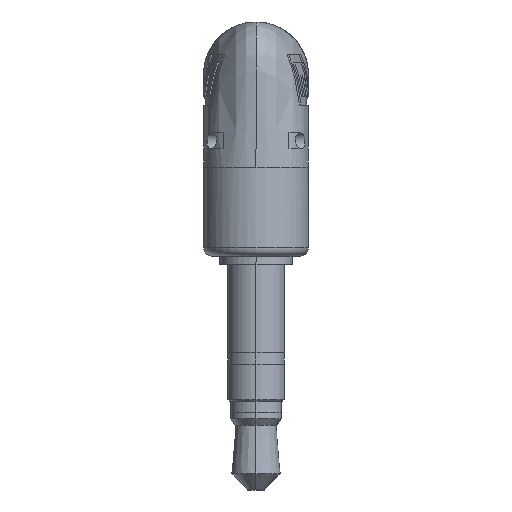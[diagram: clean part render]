
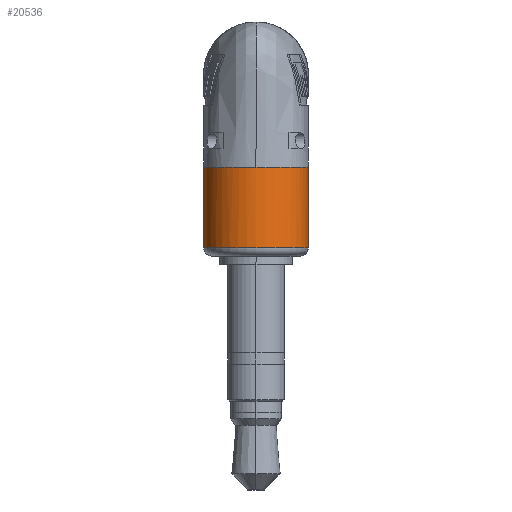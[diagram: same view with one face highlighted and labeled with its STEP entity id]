
A CAD part, left-side view. The second image highlights one B-rep face of the part: STEP entity #20536.
In plain terms, the highlighted cylindrical face has radius 3.25 mm (diameter 6.5 mm), a partial arc.
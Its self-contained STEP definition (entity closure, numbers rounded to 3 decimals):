
#54 = CARTESIAN_POINT ( 'NONE',  ( -2.358, 2.358, 8. ) ) ;
#260 = ORIENTED_EDGE ( 'NONE', *, *, #7044, .F. ) ;
#369 = CARTESIAN_POINT ( 'NONE',  ( 3.25, 0.425, 8. ) ) ;
#676 = ORIENTED_EDGE ( 'NONE', *, *, #14811, .T. ) ;
#852 = CARTESIAN_POINT ( 'NONE',  ( -3.25, 0., 3. ) ) ;
#2355 = CARTESIAN_POINT ( 'NONE',  ( 3.081, 1.276, 8. ) ) ;
#2360 = CYLINDRICAL_SURFACE ( 'NONE', #7326, 3.25 ) ;
#2776 = DIRECTION ( 'NONE',  ( 0., 0., -1. ) ) ;
#3178 = CARTESIAN_POINT ( 'NONE',  ( -3.25, 0., 8. ) ) ;
#3257 = DIRECTION ( 'NONE',  ( 0., 0., -1. ) ) ;
#3588 = LINE ( 'NONE', #3178, #3875 ) ;
#3875 = VECTOR ( 'NONE', #3257, 1000. ) ;
#3893 = VERTEX_POINT ( 'NONE', #20444 ) ;
#5022 = CARTESIAN_POINT ( 'NONE',  ( 3.25, 0., 8. ) ) ;
#5650 = CARTESIAN_POINT ( 'NONE',  ( 0., 3.25, 8. ) ) ;
#5674 = B_SPLINE_CURVE_WITH_KNOTS ( 'NONE', 3,
 ( #7875, #21773, #25751, #54, #15877, #11985, #23754 ),
 .UNSPECIFIED., .F., .F.,
 ( 4, 1, 1, 1, 4 ),
 ( 0., 0.063, 0.125, 0.187, 0.25 ),
 .UNSPECIFIED. ) ;
#5858 = VERTEX_POINT ( 'NONE', #852 ) ;
#5968 = CARTESIAN_POINT ( 'NONE',  ( 3.25, 0., 3. ) ) ;
#6133 = ORIENTED_EDGE ( 'NONE', *, *, #6897, .F. ) ;
#6276 = EDGE_LOOP ( 'NONE', ( #6528, #20590, #676, #6133, #260 ) ) ;
#6431 = CARTESIAN_POINT ( 'NONE',  ( 0., 3.25, 8. ) ) ;
#6528 = ORIENTED_EDGE ( 'NONE', *, *, #17185, .F. ) ;
#6776 = DIRECTION ( 'NONE',  ( 1., 0., 0. ) ) ;
#6897 = EDGE_CURVE ( 'NONE', #3893, #5858, #3588, .T. ) ;
#7044 = EDGE_CURVE ( 'NONE', #16212, #3893, #5674, .T. ) ;
#7326 = AXIS2_PLACEMENT_3D ( 'NONE', #13062, #11416, #11320 ) ;
#7875 = CARTESIAN_POINT ( 'NONE',  ( 0., 3.25, 8. ) ) ;
#8369 = CARTESIAN_POINT ( 'NONE',  ( 0.425, 3.25, 8. ) ) ;
#8628 = CARTESIAN_POINT ( 'NONE',  ( 2.358, 2.358, 8. ) ) ;
#10785 = DIRECTION ( 'NONE',  ( 0., 0., 1. ) ) ;
#10869 = EDGE_CURVE ( 'NONE', #22016, #13070, #16257, .T. ) ;
#11320 = DIRECTION ( 'NONE',  ( -1., 0., 0. ) ) ;
#11416 = DIRECTION ( 'NONE',  ( 0., 0., -1. ) ) ;
#11985 = CARTESIAN_POINT ( 'NONE',  ( -3.25, 0.425, 8. ) ) ;
#13062 = CARTESIAN_POINT ( 'NONE',  ( 0., 0., 8. ) ) ;
#13070 = VERTEX_POINT ( 'NONE', #5968 ) ;
#14683 = CARTESIAN_POINT ( 'NONE',  ( 0., 0., 3. ) ) ;
#14811 = EDGE_CURVE ( 'NONE', #13070, #5858, #20857, .T. ) ;
#15877 = CARTESIAN_POINT ( 'NONE',  ( -3.081, 1.276, 8. ) ) ;
#16212 = VERTEX_POINT ( 'NONE', #5650 ) ;
#16257 = LINE ( 'NONE', #5022, #19383 ) ;
#17185 = EDGE_CURVE ( 'NONE', #22016, #16212, #23535, .T. ) ;
#17240 = AXIS2_PLACEMENT_3D ( 'NONE', #14683, #10785, #6776 ) ;
#18233 = FACE_OUTER_BOUND ( 'NONE', #6276, .T. ) ;
#19106 = CARTESIAN_POINT ( 'NONE',  ( 3.25, 0., 8. ) ) ;
#19383 = VECTOR ( 'NONE', #2776, 1000. ) ;
#19830 = CARTESIAN_POINT ( 'NONE',  ( 3.25, 0., 8. ) ) ;
#20444 = CARTESIAN_POINT ( 'NONE',  ( -3.25, 0., 8. ) ) ;
#20536 = ADVANCED_FACE ( 'NONE', ( #18233 ), #2360, .T. ) ;
#20590 = ORIENTED_EDGE ( 'NONE', *, *, #10869, .T. ) ;
#20857 = CIRCLE ( 'NONE', #17240, 3.25 ) ;
#21773 = CARTESIAN_POINT ( 'NONE',  ( -0.425, 3.25, 8. ) ) ;
#22016 = VERTEX_POINT ( 'NONE', #19106 ) ;
#23535 = B_SPLINE_CURVE_WITH_KNOTS ( 'NONE', 3,
 ( #19830, #369, #2355, #8628, #24259, #8369, #6431 ),
 .UNSPECIFIED., .F., .F.,
 ( 4, 1, 1, 1, 4 ),
 ( 0.75, 0.813, 0.875, 0.938, 1. ),
 .UNSPECIFIED. ) ;
#23754 = CARTESIAN_POINT ( 'NONE',  ( -3.25, 0., 8. ) ) ;
#24259 = CARTESIAN_POINT ( 'NONE',  ( 1.276, 3.081, 8. ) ) ;
#25751 = CARTESIAN_POINT ( 'NONE',  ( -1.276, 3.081, 8. ) ) ;
